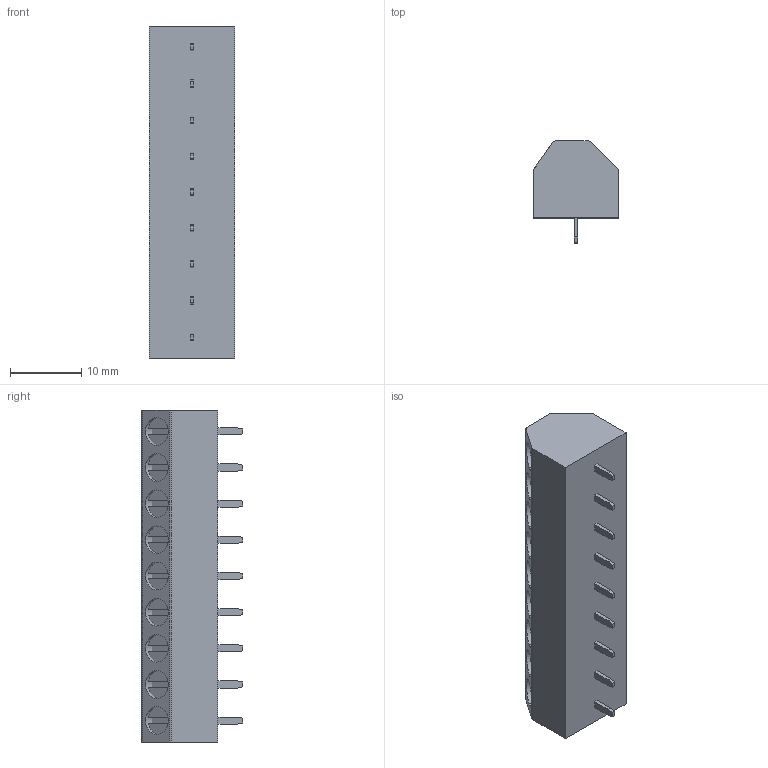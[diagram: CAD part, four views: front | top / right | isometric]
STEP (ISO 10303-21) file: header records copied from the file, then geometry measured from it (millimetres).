
FILE_DESCRIPTION((''),'2;1');
FILE_NAME('PRT0005','2024-10-19T',('sj'),(''),'PRO/ENGINEER BY PARAMETRIC TECHNOLOGY CORPORATION, 2013240','PRO/ENGINEER BY PARAMETRIC TECHNOLOGY CORPORATION, 2013240','');
FILE_SCHEMA(('AUTOMOTIVE_DESIGN_CC2 { 1 2 10303 214 -1 1 5 2 }'));
Length unit declared in the file: millimetre
Products named in the file (1): PRT0005
Bounding box: 12 x 14.3 x 46.64 mm (x, y, z)
Volume: 5104.2 mm3; surface area: 2526.3 mm2
Topology: 1 solids, 1 shells, 210 faces, 543 edges, 362 vertices
Faces by surface type: plane 188, cylinder 22
Entity records: 6367 total; most frequent: CARTESIAN_POINT 1115, ORIENTED_EDGE 1086, DIRECTION 1043, EDGE_CURVE 543, VECTOR 463, LINE 463, VERTEX_POINT 362, AXIS2_PLACEMENT_3D 290
